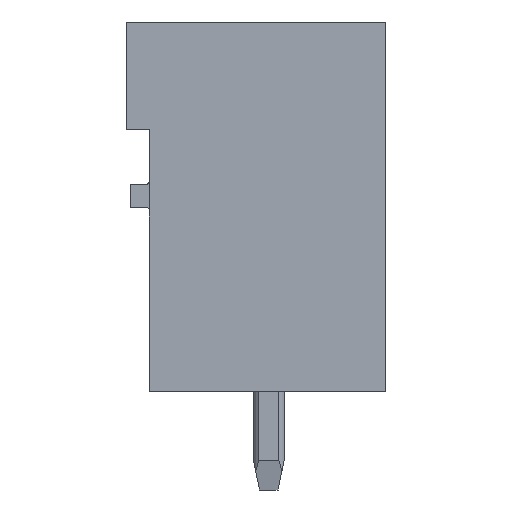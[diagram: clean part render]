
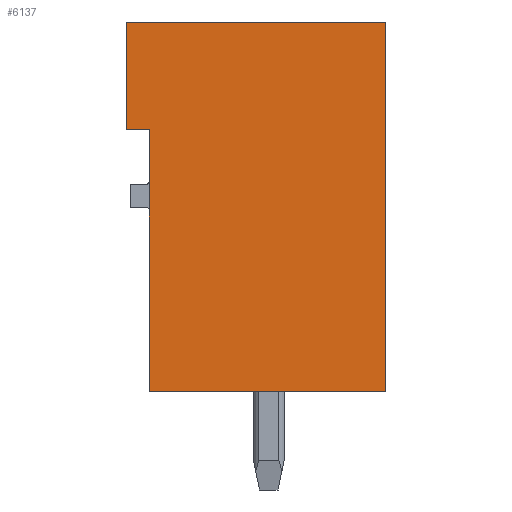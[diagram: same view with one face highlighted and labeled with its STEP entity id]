
A CAD part, left-side view. The second image highlights one B-rep face of the part: STEP entity #6137.
In plain terms, the highlighted planar face has unit normal (-1, 0, 0).
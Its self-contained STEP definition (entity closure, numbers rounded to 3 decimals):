
#6127=AXIS2_PLACEMENT_3D('Plane Axis2P3D',#6124,#6125,#6126) ;
#49=CARTESIAN_POINT('Vertex',(0.,0.,15.2)) ;
#52=CARTESIAN_POINT('Line Origine',(0.,0.,9.2)) ;
#56=CARTESIAN_POINT('Vertex',(0.,0.,3.2)) ;
#151=CARTESIAN_POINT('Vertex',(0.,8.43,15.2)) ;
#154=CARTESIAN_POINT('Line Origine',(0.,4.215,15.2)) ;
#1155=CARTESIAN_POINT('Vertex',(0.,8.43,11.7)) ;
#1158=CARTESIAN_POINT('Line Origine',(0.,8.43,13.45)) ;
#1570=CARTESIAN_POINT('Vertex',(0.,7.68,3.2)) ;
#1573=CARTESIAN_POINT('Line Origine',(0.,7.68,7.45)) ;
#1577=CARTESIAN_POINT('Vertex',(0.,7.68,11.7)) ;
#1966=CARTESIAN_POINT('Line Origine',(0.,3.84,3.2)) ;
#6072=CARTESIAN_POINT('Line Origine',(0.,8.055,11.7)) ;
#6124=CARTESIAN_POINT('Axis2P3D Location',(0.,0.,0.)) ;
#53=DIRECTION('Vector Direction',(0.,0.,-1.)) ;
#155=DIRECTION('Vector Direction',(0.,-1.,0.)) ;
#1159=DIRECTION('Vector Direction',(0.,0.,-1.)) ;
#1574=DIRECTION('Vector Direction',(0.,0.,-1.)) ;
#1967=DIRECTION('Vector Direction',(0.,1.,0.)) ;
#6073=DIRECTION('Vector Direction',(0.,-1.,0.)) ;
#6125=DIRECTION('Axis2P3D Direction',(-1.,0.,0.)) ;
#6126=DIRECTION('Axis2P3D XDirection',(0.,0.,1.)) ;
#54=VECTOR('Line Direction',#53,1.) ;
#156=VECTOR('Line Direction',#155,1.) ;
#1160=VECTOR('Line Direction',#1159,1.) ;
#1575=VECTOR('Line Direction',#1574,1.) ;
#1968=VECTOR('Line Direction',#1967,1.) ;
#6074=VECTOR('Line Direction',#6073,1.) ;
#6130=ORIENTED_EDGE('',*,*,#158,.T.) ;
#6131=ORIENTED_EDGE('',*,*,#1162,.T.) ;
#6132=ORIENTED_EDGE('',*,*,#6076,.T.) ;
#6133=ORIENTED_EDGE('',*,*,#1579,.T.) ;
#6134=ORIENTED_EDGE('',*,*,#1970,.T.) ;
#6135=ORIENTED_EDGE('',*,*,#58,.T.) ;
#6137=ADVANCED_FACE('HOUSING',(#6136),#6128,.T.) ;
#58=EDGE_CURVE('',#57,#50,#55,.F.) ;
#158=EDGE_CURVE('',#50,#152,#157,.F.) ;
#1162=EDGE_CURVE('',#152,#1156,#1161,.T.) ;
#1579=EDGE_CURVE('',#1578,#1571,#1576,.T.) ;
#1970=EDGE_CURVE('',#1571,#57,#1969,.F.) ;
#6076=EDGE_CURVE('',#1156,#1578,#6075,.T.) ;
#6129=EDGE_LOOP('',(#6130,#6131,#6132,#6133,#6134,#6135)) ;
#6136=FACE_OUTER_BOUND('',#6129,.T.) ;
#55=LINE('Line',#52,#54) ;
#157=LINE('Line',#154,#156) ;
#1161=LINE('Line',#1158,#1160) ;
#1576=LINE('Line',#1573,#1575) ;
#1969=LINE('Line',#1966,#1968) ;
#6075=LINE('Line',#6072,#6074) ;
#6128=PLANE('',#6127) ;
#50=VERTEX_POINT('',#49) ;
#57=VERTEX_POINT('',#56) ;
#152=VERTEX_POINT('',#151) ;
#1156=VERTEX_POINT('',#1155) ;
#1571=VERTEX_POINT('',#1570) ;
#1578=VERTEX_POINT('',#1577) ;
